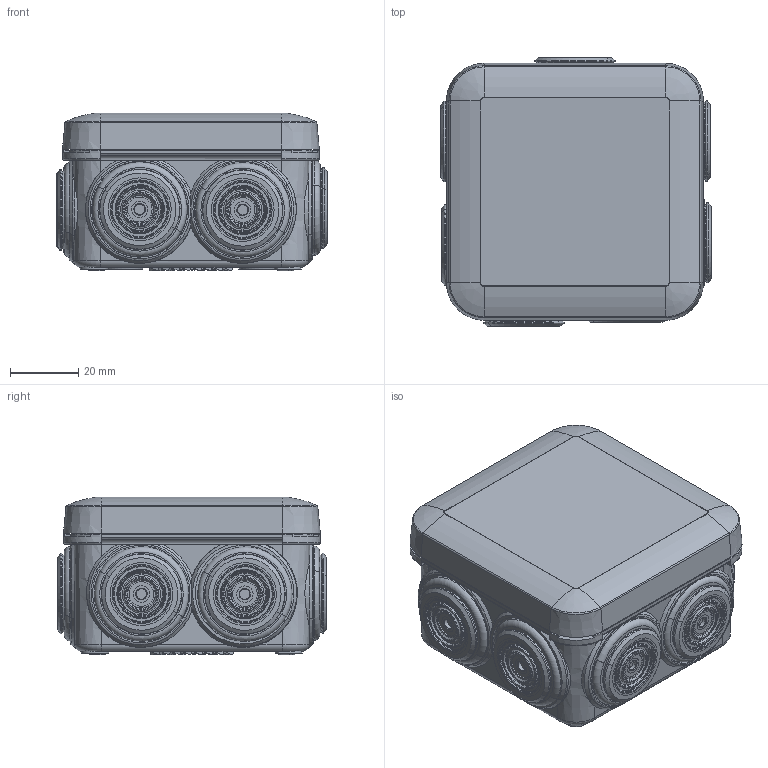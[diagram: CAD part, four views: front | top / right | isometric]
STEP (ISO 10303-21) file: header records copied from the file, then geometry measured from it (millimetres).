
FILE_DESCRIPTION(('CATIA V5 STEP Exchange','CAx-IF Rec.Pracs.--- Model Styling and Organization---1.5--- 2016-08-15','CAx-IF Rec.Pracs.---Supplemental Geometry---1.0---2011-11-01','CAx-IF Rec.Pracs.--- Composite Materials ---1.1---2010-07-15'),'2;1');
FILE_NAME('092005.stp','2024-07-09T12:49:12+00:00',('none'),('none'),'CATIA Version 5-6 Release 2020 SP3','CATIA V5 STEP AP214 v2','none');
FILE_SCHEMA(('AUTOMOTIVE_DESIGN { 1 0 10303 214 1 1 1 1 }'));
Products named in the file (1): 092005 _AllCATPart
Bounding box: 78.89 x 78.5 x 46.08 mm (x, y, z)
Volume: 52888.7 mm3; surface area: 72036.5 mm2
Topology: 10 solids, 10 shells, 2639 faces, 6412 edges, 3988 vertices
Faces by surface type: plane 822, cylinder 760, torus 510, cone 453, bspline 68, extrusion 14, revolution 12
Entity records: 76577 total; most frequent: CARTESIAN_POINT 22279, ORIENTED_EDGE 12824, DIRECTION 8064, EDGE_CURVE 6412, AXIS2_PLACEMENT_3D 4222, VERTEX_POINT 3988, EDGE_LOOP 2860, CIRCLE 2648
